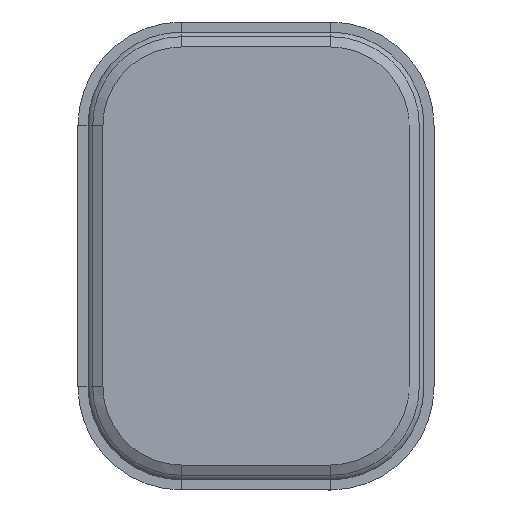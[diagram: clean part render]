
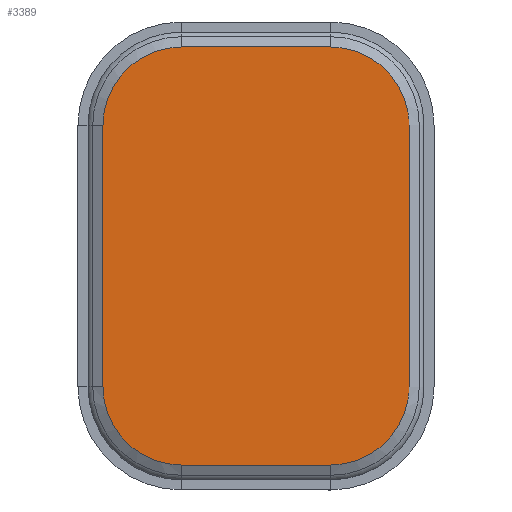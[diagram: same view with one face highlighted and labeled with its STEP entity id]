
A CAD part, front view. The second image highlights one B-rep face of the part: STEP entity #3389.
In plain terms, the highlighted planar face has unit normal (0, -1, 0).
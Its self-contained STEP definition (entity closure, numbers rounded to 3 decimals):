
#317=PLANE('',#3634);
#432=FACE_OUTER_BOUND('',#649,.T.);
#649=EDGE_LOOP('',(#2412,#2413,#2414,#2415,#2416,#2417,#2418,#2419,#2420,
#2421));
#865=LINE('',#5197,#1147);
#866=LINE('',#5199,#1148);
#867=LINE('',#5201,#1149);
#868=LINE('',#5205,#1150);
#869=LINE('',#5209,#1151);
#870=LINE('',#5213,#1152);
#1147=VECTOR('',#4075,10.);
#1148=VECTOR('',#4076,10.);
#1149=VECTOR('',#4077,10.);
#1150=VECTOR('',#4080,10.);
#1151=VECTOR('',#4083,10.);
#1152=VECTOR('',#4086,10.);
#1435=CIRCLE('',#3635,21.047);
#1436=CIRCLE('',#3636,21.047);
#1437=CIRCLE('',#3637,21.047);
#1438=CIRCLE('',#3638,21.047);
#1640=VERTEX_POINT('',#5195);
#1641=VERTEX_POINT('',#5196);
#1642=VERTEX_POINT('',#5198);
#1643=VERTEX_POINT('',#5200);
#1644=VERTEX_POINT('',#5202);
#1645=VERTEX_POINT('',#5204);
#1646=VERTEX_POINT('',#5206);
#1647=VERTEX_POINT('',#5208);
#1648=VERTEX_POINT('',#5210);
#1649=VERTEX_POINT('',#5212);
#1918=EDGE_CURVE('',#1640,#1641,#865,.T.);
#1919=EDGE_CURVE('',#1642,#1640,#866,.T.);
#1920=EDGE_CURVE('',#1643,#1642,#867,.T.);
#1921=EDGE_CURVE('',#1644,#1643,#1435,.T.);
#1922=EDGE_CURVE('',#1645,#1644,#868,.T.);
#1923=EDGE_CURVE('',#1646,#1645,#1436,.T.);
#1924=EDGE_CURVE('',#1647,#1646,#869,.T.);
#1925=EDGE_CURVE('',#1648,#1647,#1437,.T.);
#1926=EDGE_CURVE('',#1649,#1648,#870,.T.);
#1927=EDGE_CURVE('',#1641,#1649,#1438,.T.);
#2412=ORIENTED_EDGE('',*,*,#1918,.F.);
#2413=ORIENTED_EDGE('',*,*,#1919,.F.);
#2414=ORIENTED_EDGE('',*,*,#1920,.F.);
#2415=ORIENTED_EDGE('',*,*,#1921,.F.);
#2416=ORIENTED_EDGE('',*,*,#1922,.F.);
#2417=ORIENTED_EDGE('',*,*,#1923,.F.);
#2418=ORIENTED_EDGE('',*,*,#1924,.F.);
#2419=ORIENTED_EDGE('',*,*,#1925,.F.);
#2420=ORIENTED_EDGE('',*,*,#1926,.F.);
#2421=ORIENTED_EDGE('',*,*,#1927,.F.);
#3389=ADVANCED_FACE('',(#432),#317,.T.);
#3634=AXIS2_PLACEMENT_3D('',#5194,#4073,#4074);
#3635=AXIS2_PLACEMENT_3D('',#5203,#4078,#4079);
#3636=AXIS2_PLACEMENT_3D('',#5207,#4081,#4082);
#3637=AXIS2_PLACEMENT_3D('',#5211,#4084,#4085);
#3638=AXIS2_PLACEMENT_3D('',#5214,#4087,#4088);
#4073=DIRECTION('center_axis',(0.,-1.,0.));
#4074=DIRECTION('ref_axis',(0.,0.,-1.));
#4075=DIRECTION('',(1.,0.,0.));
#4076=DIRECTION('',(0.,0.,-1.));
#4077=DIRECTION('',(-1.,0.,0.));
#4078=DIRECTION('center_axis',(0.,1.,0.));
#4079=DIRECTION('ref_axis',(1.,0.,0.));
#4080=DIRECTION('',(1.,0.,0.));
#4081=DIRECTION('center_axis',(0.,1.,0.));
#4082=DIRECTION('ref_axis',(-1.,0.,0.));
#4083=DIRECTION('',(0.,0.,1.));
#4084=DIRECTION('center_axis',(0.,1.,0.));
#4085=DIRECTION('ref_axis',(-1.,0.,0.));
#4086=DIRECTION('',(-1.,0.,0.));
#4087=DIRECTION('center_axis',(0.,1.,0.));
#4088=DIRECTION('ref_axis',(1.,0.,0.));
#5194=CARTESIAN_POINT('Origin',(0.,15.445,0.));
#5195=CARTESIAN_POINT('',(41.047,15.445,-35.));
#5196=CARTESIAN_POINT('',(41.047,15.445,-35.));
#5197=CARTESIAN_POINT('',(16.263,15.445,-35.));
#5198=CARTESIAN_POINT('',(41.047,15.445,35.));
#5199=CARTESIAN_POINT('',(41.047,15.445,0.));
#5200=CARTESIAN_POINT('',(41.047,15.445,35.));
#5201=CARTESIAN_POINT('',(16.263,15.445,35.));
#5202=CARTESIAN_POINT('',(20.,15.445,56.047));
#5203=CARTESIAN_POINT('Origin',(20.,15.445,35.));
#5204=CARTESIAN_POINT('',(-20.,15.445,56.047));
#5205=CARTESIAN_POINT('',(-10.,15.445,56.047));
#5206=CARTESIAN_POINT('',(-41.047,15.445,35.));
#5207=CARTESIAN_POINT('Origin',(-20.,15.445,35.));
#5208=CARTESIAN_POINT('',(-41.047,15.445,-35.));
#5209=CARTESIAN_POINT('',(-41.047,15.445,0.));
#5210=CARTESIAN_POINT('',(-20.,15.445,-56.047));
#5211=CARTESIAN_POINT('Origin',(-20.,15.445,-35.));
#5212=CARTESIAN_POINT('',(20.,15.445,-56.047));
#5213=CARTESIAN_POINT('',(-10.,15.445,-56.047));
#5214=CARTESIAN_POINT('Origin',(20.,15.445,-35.));
